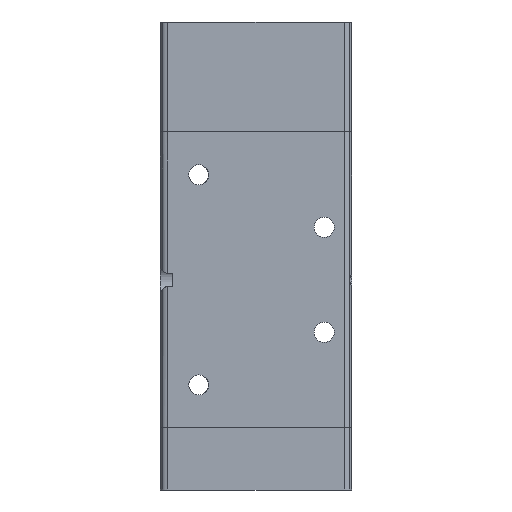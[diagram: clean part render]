
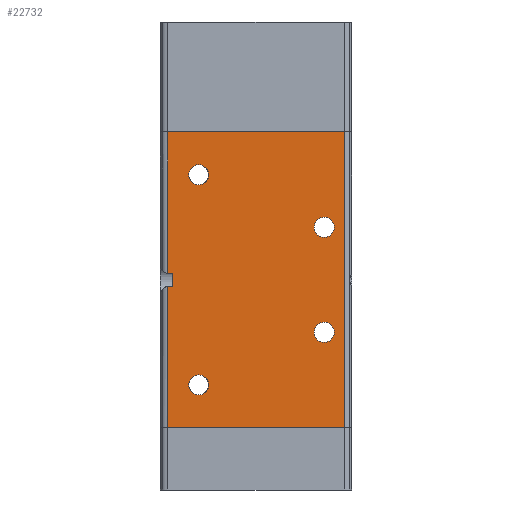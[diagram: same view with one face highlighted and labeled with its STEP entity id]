
A CAD part, left-side view. The second image highlights one B-rep face of the part: STEP entity #22732.
In plain terms, the highlighted planar face has unit normal (-1, 0, 0).
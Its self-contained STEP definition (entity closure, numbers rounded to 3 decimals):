
#1980=CARTESIAN_POINT('',(-11.0,14.5,7.558));
#1981=VERTEX_POINT('',#1980);
#1995=CARTESIAN_POINT('',(-11.0,14.5,37.25));
#1996=VERTEX_POINT('',#1995);
#1997=CARTESIAN_POINT('',(-11.0,14.5,7.558));
#1998=DIRECTION('',(0.0,0.0,1.0));
#1999=VECTOR('',#1998,29.692);
#2000=LINE('',#1997,#1999);
#2001=EDGE_CURVE('',#1981,#1996,#2000,.T.);
#2068=CARTESIAN_POINT('',(-11.,8.,26.15));
#2069=VERTEX_POINT('',#2068);
#2078=CARTESIAN_POINT('',(-11.,8.,30.35));
#2079=VERTEX_POINT('',#2078);
#2080=CARTESIAN_POINT('',(-11.,8.,28.25));
#2081=DIRECTION('',(1.0,0.0,0.0));
#2082=DIRECTION('',(0.0,0.0,-1.0));
#2083=AXIS2_PLACEMENT_3D('',#2080,#2081,#2082);
#2084=CIRCLE('',#2083,2.1);
#2085=EDGE_CURVE('',#2079,#2069,#2084,.T.);
#2190=CARTESIAN_POINT('',(-11.,8.,-17.85));
#2191=VERTEX_POINT('',#2190);
#2200=CARTESIAN_POINT('',(-11.,8.,-13.65));
#2201=VERTEX_POINT('',#2200);
#2202=CARTESIAN_POINT('',(-11.,8.,-15.75));
#2203=DIRECTION('',(1.0,0.0,0.0));
#2204=DIRECTION('',(0.0,0.0,-1.0));
#2205=AXIS2_PLACEMENT_3D('',#2202,#2203,#2204);
#2206=CIRCLE('',#2205,2.1);
#2207=EDGE_CURVE('',#2201,#2191,#2206,.T.);
#2312=CARTESIAN_POINT('',(-11.0,-18.3,15.15));
#2313=VERTEX_POINT('',#2312);
#2322=CARTESIAN_POINT('',(-11.0,-18.3,19.35));
#2323=VERTEX_POINT('',#2322);
#2324=CARTESIAN_POINT('',(-11.0,-18.3,17.25));
#2325=DIRECTION('',(1.0,0.0,0.0));
#2326=DIRECTION('',(0.0,0.0,-1.0));
#2327=AXIS2_PLACEMENT_3D('',#2324,#2325,#2326);
#2328=CIRCLE('',#2327,2.1);
#2329=EDGE_CURVE('',#2323,#2313,#2328,.T.);
#2354=CARTESIAN_POINT('',(-11.0,-18.3,-6.85));
#2355=VERTEX_POINT('',#2354);
#2364=CARTESIAN_POINT('',(-11.0,-18.3,-2.65));
#2365=VERTEX_POINT('',#2364);
#2366=CARTESIAN_POINT('',(-11.0,-18.3,-4.75));
#2367=DIRECTION('',(1.0,0.0,0.0));
#2368=DIRECTION('',(0.0,0.0,-1.0));
#2369=AXIS2_PLACEMENT_3D('',#2366,#2367,#2368);
#2370=CIRCLE('',#2369,2.1);
#2371=EDGE_CURVE('',#2365,#2355,#2370,.T.);
#3003=CARTESIAN_POINT('',(-11.0,14.5,-24.75));
#3004=VERTEX_POINT('',#3003);
#3012=CARTESIAN_POINT('',(-11.0,14.5,4.942));
#3013=VERTEX_POINT('',#3012);
#3014=CARTESIAN_POINT('',(-11.0,14.5,-24.75));
#3015=DIRECTION('',(0.0,0.0,1.0));
#3016=VECTOR('',#3015,29.692);
#3017=LINE('',#3014,#3016);
#3018=EDGE_CURVE('',#3004,#3013,#3017,.T.);
#3122=CARTESIAN_POINT('',(-11.0,13.4,4.942));
#3123=VERTEX_POINT('',#3122);
#3124=CARTESIAN_POINT('',(-11.0,13.4,4.942));
#3125=DIRECTION('',(0.0,1.0,0.0));
#3126=VECTOR('',#3125,1.1);
#3127=LINE('',#3124,#3126);
#3128=EDGE_CURVE('',#3123,#3013,#3127,.T.);
#3155=CARTESIAN_POINT('',(-11.0,13.4,7.558));
#3156=VERTEX_POINT('',#3155);
#3164=CARTESIAN_POINT('',(-11.0,14.5,7.558));
#3165=DIRECTION('',(0.0,-1.0,0.0));
#3166=VECTOR('',#3165,1.1);
#3167=LINE('',#3164,#3166);
#3168=EDGE_CURVE('',#1981,#3156,#3167,.T.);
#22606=CARTESIAN_POINT('',(-11.0,13.4,7.558));
#22607=DIRECTION('',(0.0,0.0,-1.0));
#22608=VECTOR('',#22607,2.615);
#22609=LINE('',#22606,#22608);
#22610=EDGE_CURVE('',#3156,#3123,#22609,.T.);
#22658=CARTESIAN_POINT('',(-11.0,-24.,-24.75));
#22659=DIRECTION('',(-1.0,0.0,0.0));
#22660=DIRECTION('',(0.0,0.0,1.0));
#22661=AXIS2_PLACEMENT_3D('',#22658,#22659,#22660);
#22662=PLANE('',#22661);
#22663=ORIENTED_EDGE('',*,*,#3168,.T.);
#22664=ORIENTED_EDGE('',*,*,#22610,.T.);
#22665=ORIENTED_EDGE('',*,*,#3128,.T.);
#22666=ORIENTED_EDGE('',*,*,#3018,.F.);
#22667=CARTESIAN_POINT('',(-11.0,-22.5,-24.75));
#22668=VERTEX_POINT('',#22667);
#22669=CARTESIAN_POINT('',(-11.0,14.5,-24.75));
#22670=DIRECTION('',(0.0,-1.0,0.0));
#22671=VECTOR('',#22670,37.0);
#22672=LINE('',#22669,#22671);
#22673=EDGE_CURVE('',#3004,#22668,#22672,.T.);
#22674=ORIENTED_EDGE('',*,*,#22673,.T.);
#22675=CARTESIAN_POINT('',(-11.0,-22.5,37.25));
#22676=VERTEX_POINT('',#22675);
#22677=CARTESIAN_POINT('',(-11.0,-22.5,37.25));
#22678=DIRECTION('',(0.0,0.0,-1.0));
#22679=VECTOR('',#22678,62.0);
#22680=LINE('',#22677,#22679);
#22681=EDGE_CURVE('',#22676,#22668,#22680,.T.);
#22682=ORIENTED_EDGE('',*,*,#22681,.F.);
#22683=CARTESIAN_POINT('',(-11.0,-22.5,37.25));
#22684=DIRECTION('',(0.0,1.0,0.0));
#22685=VECTOR('',#22684,37.0);
#22686=LINE('',#22683,#22685);
#22687=EDGE_CURVE('',#22676,#1996,#22686,.T.);
#22688=ORIENTED_EDGE('',*,*,#22687,.T.);
#22689=ORIENTED_EDGE('',*,*,#2001,.F.);
#22690=EDGE_LOOP('',(#22663,#22664,#22665,#22666,#22674,#22682,#22688,#22689));
#22691=FACE_OUTER_BOUND('',#22690,.T.);
#22692=ORIENTED_EDGE('',*,*,#2085,.T.);
#22693=CARTESIAN_POINT('',(-11.,8.,28.25));
#22694=DIRECTION('',(1.0,0.0,0.0));
#22695=DIRECTION('',(0.0,0.0,-1.0));
#22696=AXIS2_PLACEMENT_3D('',#22693,#22694,#22695);
#22697=CIRCLE('',#22696,2.1);
#22698=EDGE_CURVE('',#2069,#2079,#22697,.T.);
#22699=ORIENTED_EDGE('',*,*,#22698,.T.);
#22700=EDGE_LOOP('',(#22692,#22699));
#22701=FACE_BOUND('',#22700,.T.);
#22702=ORIENTED_EDGE('',*,*,#2207,.T.);
#22703=CARTESIAN_POINT('',(-11.,8.,-15.75));
#22704=DIRECTION('',(1.0,0.0,0.0));
#22705=DIRECTION('',(0.0,0.0,-1.0));
#22706=AXIS2_PLACEMENT_3D('',#22703,#22704,#22705);
#22707=CIRCLE('',#22706,2.1);
#22708=EDGE_CURVE('',#2191,#2201,#22707,.T.);
#22709=ORIENTED_EDGE('',*,*,#22708,.T.);
#22710=EDGE_LOOP('',(#22702,#22709));
#22711=FACE_BOUND('',#22710,.T.);
#22712=ORIENTED_EDGE('',*,*,#2329,.T.);
#22713=CARTESIAN_POINT('',(-11.0,-18.3,17.25));
#22714=DIRECTION('',(1.0,0.0,0.0));
#22715=DIRECTION('',(0.0,0.0,-1.0));
#22716=AXIS2_PLACEMENT_3D('',#22713,#22714,#22715);
#22717=CIRCLE('',#22716,2.1);
#22718=EDGE_CURVE('',#2313,#2323,#22717,.T.);
#22719=ORIENTED_EDGE('',*,*,#22718,.T.);
#22720=EDGE_LOOP('',(#22712,#22719));
#22721=FACE_BOUND('',#22720,.T.);
#22722=ORIENTED_EDGE('',*,*,#2371,.T.);
#22723=CARTESIAN_POINT('',(-11.0,-18.3,-4.75));
#22724=DIRECTION('',(1.0,0.0,0.0));
#22725=DIRECTION('',(0.0,0.0,-1.0));
#22726=AXIS2_PLACEMENT_3D('',#22723,#22724,#22725);
#22727=CIRCLE('',#22726,2.1);
#22728=EDGE_CURVE('',#2355,#2365,#22727,.T.);
#22729=ORIENTED_EDGE('',*,*,#22728,.T.);
#22730=EDGE_LOOP('',(#22722,#22729));
#22731=FACE_BOUND('',#22730,.T.);
#22732=ADVANCED_FACE('',(#22691,#22701,#22711,#22721,#22731),#22662,.T.);
